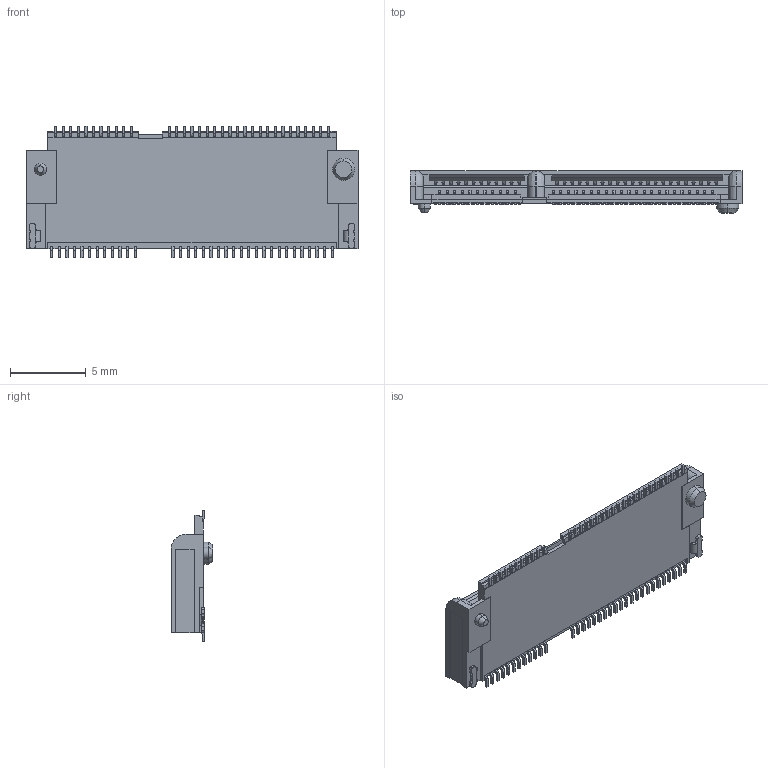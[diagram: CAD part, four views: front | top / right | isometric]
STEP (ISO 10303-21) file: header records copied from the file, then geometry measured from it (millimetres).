
FILE_DESCRIPTION (( 'STEP AP214' ), '1' );
FILE_NAME ('2199125-2.STEP', '2022-03-22T21:02:52', ( '' ), ( '' ), 'SwSTEP 2.0', 'SolidWorks 2021', '' );
FILE_SCHEMA (( 'AUTOMOTIVE_DESIGN' ));
Length unit declared in the file: millimetre
Products named in the file (1): 2199125-2
Bounding box: 21.9 x 2.77 x 8.7 mm (x, y, z)
Volume: 233.1 mm3; surface area: 622.9 mm2
Topology: 1 solids, 1 shells, 1377 faces, 3986 edges, 2648 vertices
Faces by surface type: plane 1033, cylinder 336, cone 4, bspline 3, torus 1
Entity records: 45455 total; most frequent: CARTESIAN_POINT 8385, ORIENTED_EDGE 7972, DIRECTION 7388, EDGE_CURVE 3986, VECTOR 3286, LINE 3286, VERTEX_POINT 2648, AXIS2_PLACEMENT_3D 2051
